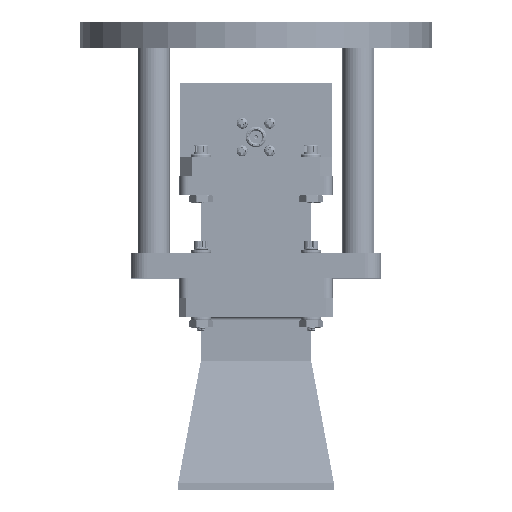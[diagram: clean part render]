
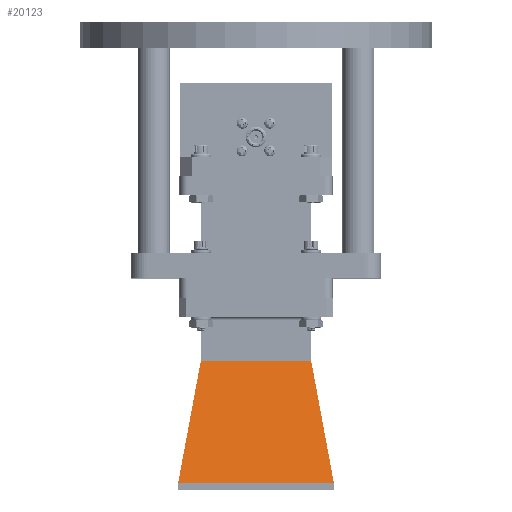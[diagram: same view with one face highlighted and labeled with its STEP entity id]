
A CAD part, top view. The second image highlights one B-rep face of the part: STEP entity #20123.
In plain terms, the highlighted face is planar.
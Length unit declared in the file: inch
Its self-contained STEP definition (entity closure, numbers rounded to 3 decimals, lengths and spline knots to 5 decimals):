
#1223 = CARTESIAN_POINT ( 'NONE',  ( -0.36806, -0.67911, 1.95765 ) ) ;
#1543 = CARTESIAN_POINT ( 'NONE',  ( -0.36806, 0.67911, 1.95765 ) ) ;
#2226 = VECTOR ( 'NONE', #53681, 39.37008 ) ;
#2498 = EDGE_LOOP ( 'NONE', ( #52706, #40432, #57566, #19973, #70372, #36105, #28091, #23443 ) ) ;
#8878 = DIRECTION ( 'NONE',  ( 0.267, 0., -0.964 ) ) ;
#9376 = VERTEX_POINT ( 'NONE', #1543 ) ;
#10608 = DIRECTION ( 'NONE',  ( 0., -1., 0. ) ) ;
#10635 = CARTESIAN_POINT ( 'NONE',  ( -0.36806, 0.67911, 1.95765 ) ) ;
#10827 = VERTEX_POINT ( 'NONE', #23731 ) ;
#10851 = VERTEX_POINT ( 'NONE', #17593 ) ;
#11494 = LINE ( 'NONE', #55614, #68778 ) ;
#11898 = CARTESIAN_POINT ( 'NONE',  ( 0.16269, 0., 0.04515 ) ) ;
#12400 = CARTESIAN_POINT ( 'NONE',  ( -0.77758, -0.95317, 3.43332 ) ) ;
#12636 = CARTESIAN_POINT ( 'NONE',  ( -0.36661, -0.67911, 1.95243 ) ) ;
#13634 = VECTOR ( 'NONE', #26952, 39.37008 ) ;
#13913 = VECTOR ( 'NONE', #50861, 39.37008 ) ;
#14225 = EDGE_CURVE ( 'NONE', #9376, #53403, #11494, .T. ) ;
#14465 = EDGE_CURVE ( 'NONE', #27734, #28583, #59170, .T. ) ;
#15339 = CARTESIAN_POINT ( 'NONE',  ( -0.36661, 0.561, 1.95243 ) ) ;
#16880 = DIRECTION ( 'NONE',  ( 0., 1., 0. ) ) ;
#17593 = CARTESIAN_POINT ( 'NONE',  ( -0.78338, 0.95317, 3.4542 ) ) ;
#19973 = ORIENTED_EDGE ( 'NONE', *, *, #51556, .T. ) ;
#20123 = ADVANCED_FACE ( 'NONE', ( #49500 ), #44791, .F. ) ;
#20789 = LINE ( 'NONE', #10635, #2226 ) ;
#23047 = VECTOR ( 'NONE', #33732, 39.37008 ) ;
#23443 = ORIENTED_EDGE ( 'NONE', *, *, #55232, .T. ) ;
#23731 = CARTESIAN_POINT ( 'NONE',  ( -0.36661, 0.67911, 1.95243 ) ) ;
#26952 = DIRECTION ( 'NONE',  ( -0.263, -0.176, 0.949 ) ) ;
#27734 = VERTEX_POINT ( 'NONE', #1223 ) ;
#28091 = ORIENTED_EDGE ( 'NONE', *, *, #30852, .T. ) ;
#28151 = DIRECTION ( 'NONE',  ( 0.964, 0., 0.267 ) ) ;
#28583 = VERTEX_POINT ( 'NONE', #12636 ) ;
#30852 = EDGE_CURVE ( 'NONE', #41834, #32813, #39527, .T. ) ;
#31511 = EDGE_CURVE ( 'NONE', #9376, #10827, #20789, .T. ) ;
#32651 = EDGE_CURVE ( 'NONE', #10851, #53403, #51571, .T. ) ;
#32813 = VERTEX_POINT ( 'NONE', #69975 ) ;
#33539 = DIRECTION ( 'NONE',  ( -0.263, 0.176, 0.949 ) ) ;
#33732 = DIRECTION ( 'NONE',  ( -0.267, 0., 0.964 ) ) ;
#36105 = ORIENTED_EDGE ( 'NONE', *, *, #70807, .T. ) ;
#37112 = CARTESIAN_POINT ( 'NONE',  ( -0.36806, -0.67911, 1.95765 ) ) ;
#38949 = CARTESIAN_POINT ( 'NONE',  ( -0.78338, 0.95317, 3.4542 ) ) ;
#39527 = LINE ( 'NONE', #12400, #23047 ) ;
#40432 = ORIENTED_EDGE ( 'NONE', *, *, #14225, .F. ) ;
#41834 = VERTEX_POINT ( 'NONE', #44711 ) ;
#42014 = AXIS2_PLACEMENT_3D ( 'NONE', #11898, #28151, #45153 ) ;
#44711 = CARTESIAN_POINT ( 'NONE',  ( -0.77758, -0.95317, 3.43332 ) ) ;
#44791 = PLANE ( 'NONE',  #42014 ) ;
#45153 = DIRECTION ( 'NONE',  ( 0.267, 0., -0.964 ) ) ;
#47020 = CARTESIAN_POINT ( 'NONE',  ( -0.77758, 0.95317, 3.43332 ) ) ;
#49500 = FACE_OUTER_BOUND ( 'NONE', #2498, .T. ) ;
#50139 = CARTESIAN_POINT ( 'NONE',  ( -0.78338, -0.97286, 3.4542 ) ) ;
#50861 = DIRECTION ( 'NONE',  ( 0.267, 0., -0.964 ) ) ;
#51556 = EDGE_CURVE ( 'NONE', #10827, #28583, #60172, .T. ) ;
#51571 = LINE ( 'NONE', #38949, #13913 ) ;
#52706 = ORIENTED_EDGE ( 'NONE', *, *, #32651, .T. ) ;
#53403 = VERTEX_POINT ( 'NONE', #47020 ) ;
#53681 = DIRECTION ( 'NONE',  ( 0.267, 0., -0.964 ) ) ;
#54440 = LINE ( 'NONE', #37112, #13634 ) ;
#55199 = VECTOR ( 'NONE', #16880, 39.37008 ) ;
#55232 = EDGE_CURVE ( 'NONE', #32813, #10851, #55571, .T. ) ;
#55571 = LINE ( 'NONE', #50139, #55199 ) ;
#55614 = CARTESIAN_POINT ( 'NONE',  ( -0.36806, 0.67911, 1.95765 ) ) ;
#56085 = VECTOR ( 'NONE', #8878, 39.37008 ) ;
#57566 = ORIENTED_EDGE ( 'NONE', *, *, #31511, .T. ) ;
#58454 = CARTESIAN_POINT ( 'NONE',  ( 0.16269, -0.67911, 0.04515 ) ) ;
#59170 = LINE ( 'NONE', #58454, #56085 ) ;
#60172 = LINE ( 'NONE', #15339, #65377 ) ;
#65377 = VECTOR ( 'NONE', #10608, 39.37008 ) ;
#68778 = VECTOR ( 'NONE', #33539, 39.37008 ) ;
#69975 = CARTESIAN_POINT ( 'NONE',  ( -0.78338, -0.95317, 3.4542 ) ) ;
#70372 = ORIENTED_EDGE ( 'NONE', *, *, #14465, .F. ) ;
#70807 = EDGE_CURVE ( 'NONE', #27734, #41834, #54440, .T. ) ;
